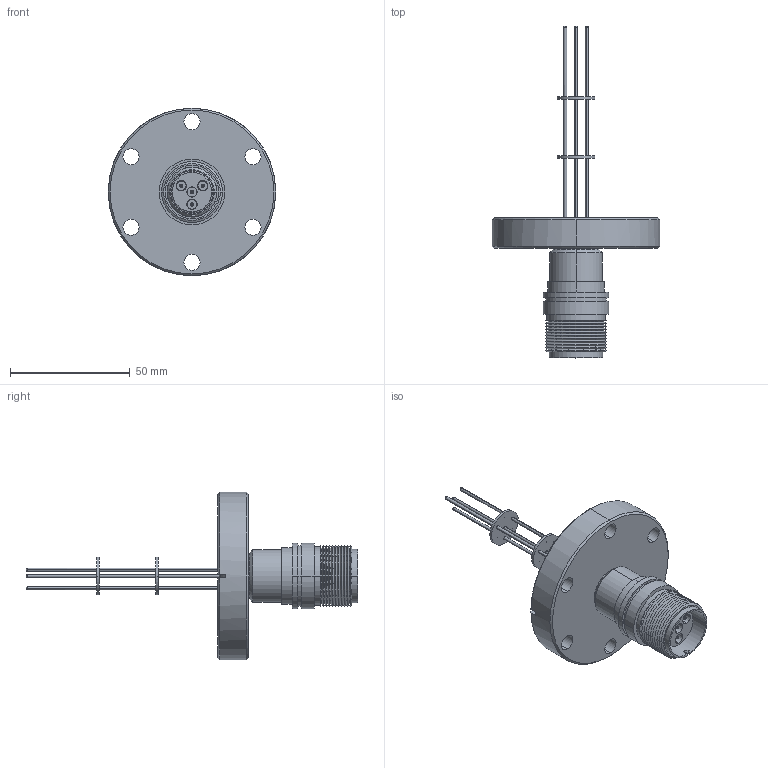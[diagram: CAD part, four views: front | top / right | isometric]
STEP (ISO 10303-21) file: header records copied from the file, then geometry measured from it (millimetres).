
FILE_DESCRIPTION (( 'STEP AP203' ), '1' );
FILE_NAME ('A3976-1-CF.STEP', '2012-06-28T19:46:09', ( '' ), ( '' ), 'SwSTEP 2.0', 'SolidWorks 2012', '' );
FILE_SCHEMA (( 'CONFIG_CONTROL_DESIGN' ));
Length unit declared in the file: inch
Products named in the file (1): A3976-1-CF
Bounding box: 69.85 x 138.48 x 69.85 mm (x, y, z)
Volume: 55583.9 mm3; surface area: 28333 mm2
Topology: 1 solids, 1 shells, 266 faces, 622 edges, 383 vertices
Faces by surface type: cylinder 127, cone 67, plane 54, bspline 18
Entity records: 8122 total; most frequent: CARTESIAN_POINT 1758, DIRECTION 1449, ORIENTED_EDGE 1212, AXIS2_PLACEMENT_3D 614, EDGE_CURVE 606, VERTEX_POINT 383, CIRCLE 365, EDGE_LOOP 343
